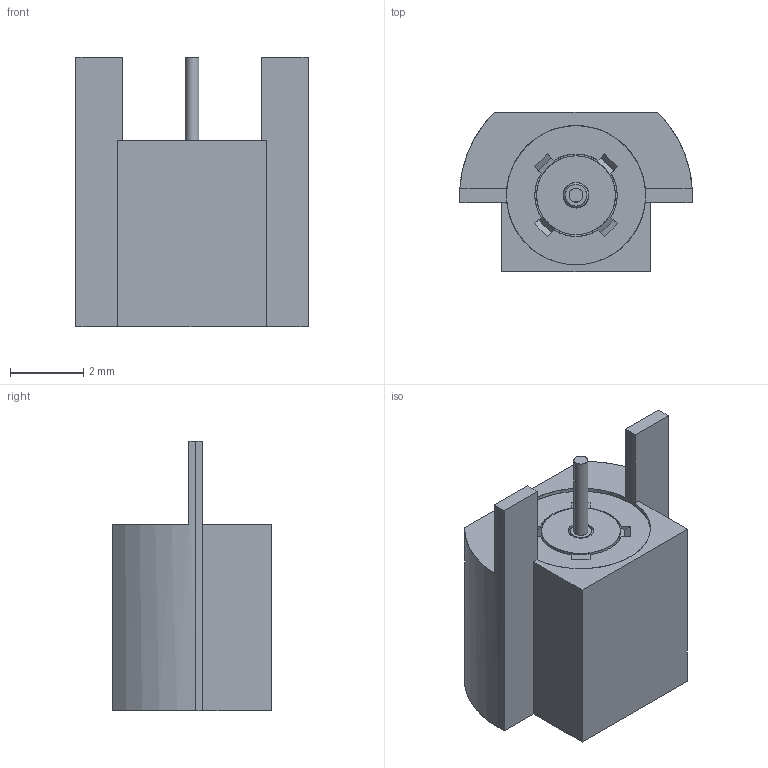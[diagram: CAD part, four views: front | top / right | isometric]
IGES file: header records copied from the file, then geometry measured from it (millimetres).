
Start section: SolidWorks IGES file using analytic representation for surfaces
Global section: file name: R222.423.320 E.IGS; native system: SolidWorks 2008; preprocessor: SolidWorks 2008; author: BERGER_C; date: 100406.102409; units: millimetre
Bounding box: 6.35 x 4.35 x 7.37 mm (x, y, z)
Surface area: 200 mm2 (no closed solid volume)
Topology: 0 solids, 0 shells, 101 faces, 890 edges, 890 vertices
Faces by surface type: bspline 64, revolution 37
